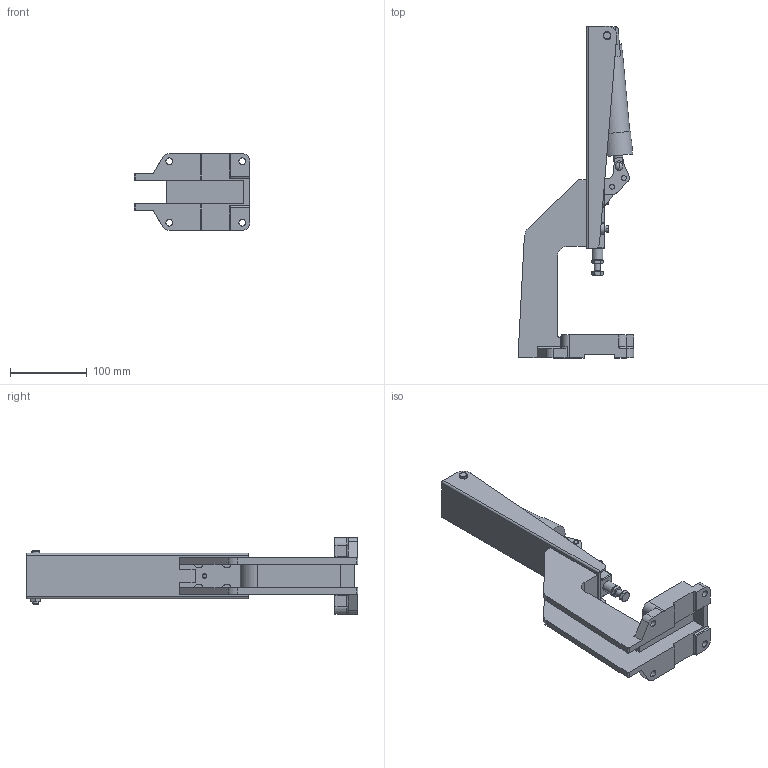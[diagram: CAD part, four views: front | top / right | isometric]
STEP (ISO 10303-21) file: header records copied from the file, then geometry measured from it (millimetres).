
FILE_DESCRIPTION (( 'STEP AP203' ), '1' );
FILE_NAME ('P600XPR.STEP', '2016-11-24T09:29:31', ( '' ), ( '' ), 'SwSTEP 2.0', 'SolidWorks 2016', '' );
FILE_SCHEMA (( 'CONFIG_CONTROL_DESIGN' ));
Length unit declared in the file: millimetre
Products named in the file (21): hex nut gradec_bsi_BS EN 24034 - M5 - N; P600XPR; 001-02M; socket head cap screw_bsi_BS EN ISO 4762 M5 x 35 - 35N; hex thin nut gradeb_bsi_BS EN 24036 - M5 - N; 107-05-2-ROD; 004-01; 108-05; hex thin nut gradeb_bsi_BS EN 24036 - M8 - N; 300-06; hex screw gradeab2_bsi_BS EN 28676 - M8x1 x 40-N; 107-05-2-BODY; P600X; 317-02; P600FR-Machining-700-02; 307-02; hex thin nut chamfered gradeab_bsii_BS EN 24035 - M8 - N; 307-04; 001-01M; 024-05; 300-05
Assembly tree (25 placements, depth 3):
  P600XPR
    P600FR-Machining-700-02
    P600X
      307-04
      317-02
      300-05
      300-06
      307-02
      107-05-2-ROD
      107-05-2-BODY
      024-05  x2
      108-05
      hex thin nut gradeb_bsi_BS EN 24036 - M8 - N
      004-01
      hex nut gradec_bsi_BS EN 24034 - M5 - N
      001-01M  x2
      001-02M  x2
      hex thin nut chamfered gradeab_bsii_BS EN 24035 - M8 - N
      hex screw gradeab2_bsi_BS EN 28676 - M8x1 x 40-N
      socket head cap screw_bsi_BS EN ISO 4762 M5 x 35 - 35N  x2
      hex thin nut gradeb_bsi_BS EN 24036 - M5 - N  x2
Bounding box: 150.89 x 432 x 100 mm (x, y, z)
Volume: 761398.5 mm3; surface area: 236776 mm2
Topology: 27 solids, 27 shells, 638 faces, 1550 edges, 974 vertices
Faces by surface type: plane 266, cylinder 253, cone 93, bspline 16, torus 10
Entity records: 20561 total; most frequent: CARTESIAN_POINT 4171, DIRECTION 3056, ORIENTED_EDGE 2828, EDGE_CURVE 1414, AXIS2_PLACEMENT_3D 1160, VERTEX_POINT 899, LINE 736, VECTOR 736
